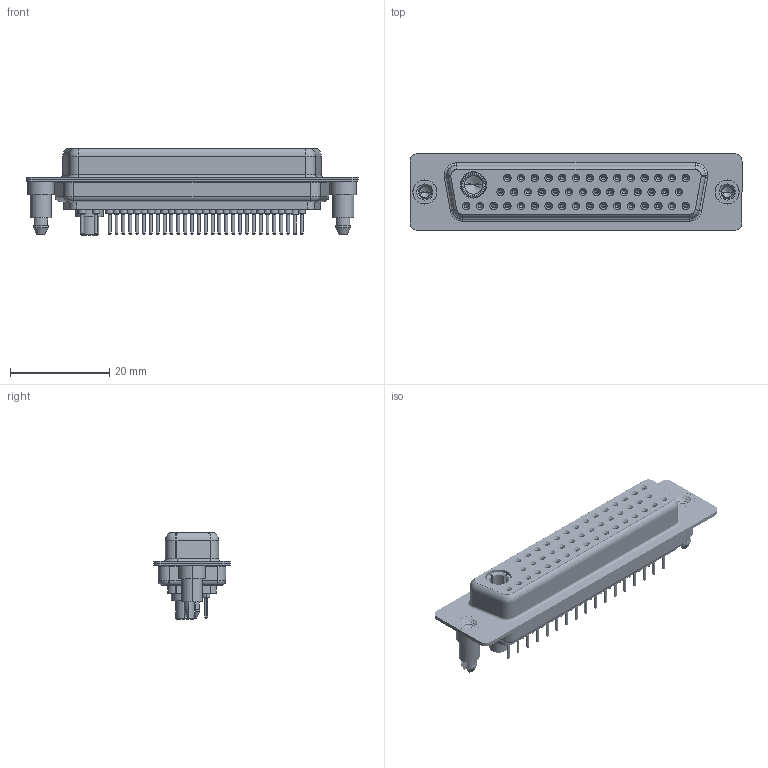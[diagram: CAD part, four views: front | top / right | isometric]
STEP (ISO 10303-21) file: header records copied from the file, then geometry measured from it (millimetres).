
FILE_DESCRIPTION (( 'STEP AP203' ), '1' );
FILE_NAME ('628-47W1624-4N5.STEP', '2019-06-27T02:20:26', ( '' ), ( '' ), 'SwSTEP 2.0', 'SolidWorks 2016', '' );
FILE_SCHEMA (( 'CONFIG_CONTROL_DESIGN' ));
Length unit declared in the file: millimetre
Products named in the file (9): 628Combo Housing_47W1; 628Combo Threaded Boardlock_5; 628Combo Contact Row 2_24; 628Combo Shell Rear_50 Contacts; 628Combo Contact Row 3_24; Power Socket_40A S; 628Combo Contact Row 1_24; 628Combo Shell Front_50 Contacts; 628-47W1624-4N5
Assembly tree (52 placements, depth 2):
  628-47W1624-4N5
    628Combo Housing_47W1
    628Combo Shell Front_50 Contacts
    628Combo Shell Rear_50 Contacts
    628Combo Threaded Boardlock_5  x2
    628Combo Contact Row 1_24  x15
    628Combo Contact Row 2_24  x14
    628Combo Contact Row 3_24  x17
    Power Socket_40A S
Bounding box: 67 x 15.4 x 17.55 mm (x, y, z)
Volume: 7237.9 mm3; surface area: 15034 mm2
Topology: 53 solids, 53 shells, 2921 faces, 6784 edges, 4166 vertices
Faces by surface type: cylinder 1058, plane 799, torus 705, cone 351, bspline 8
Entity records: 34531 total; most frequent: CARTESIAN_POINT 7256, DIRECTION 5826, ORIENTED_EDGE 4822, AXIS2_PLACEMENT_3D 2470, EDGE_CURVE 2411, VERTEX_POINT 1534, CIRCLE 1363, EDGE_LOOP 1323
